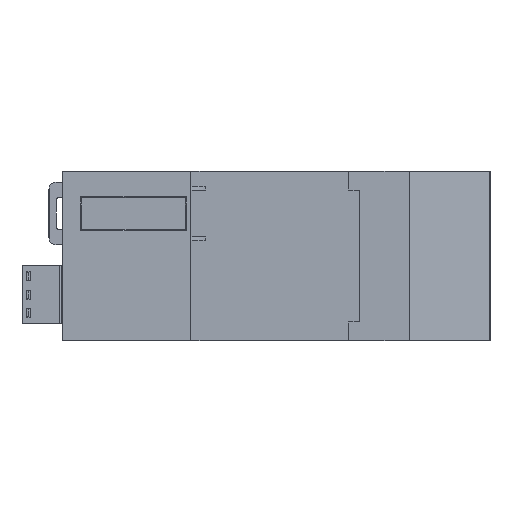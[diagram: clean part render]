
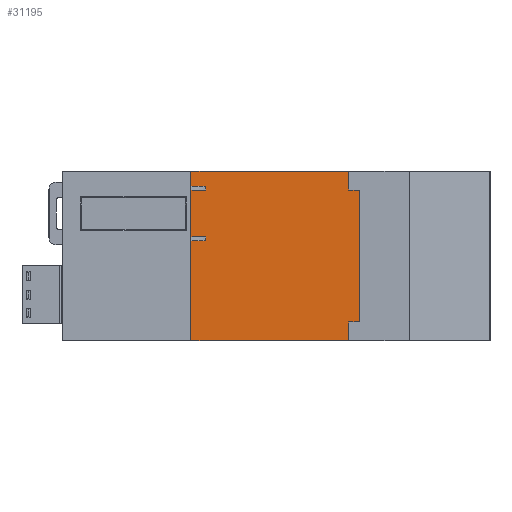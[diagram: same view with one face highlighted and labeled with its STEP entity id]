
A CAD part, front view. The second image highlights one B-rep face of the part: STEP entity #31195.
In plain terms, the highlighted planar face has unit normal (0, -1, 0).
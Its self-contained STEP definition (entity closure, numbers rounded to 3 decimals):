
#315 = VERTEX_POINT ( 'NONE', #41696 ) ;
#1424 = AXIS2_PLACEMENT_3D ( 'NONE', #53679, #74127, #80461 ) ;
#3032 = VECTOR ( 'NONE', #6060, 1000. ) ;
#5593 = LINE ( 'NONE', #51025, #81491 ) ;
#6060 = DIRECTION ( 'NONE',  ( 1., 0., 0. ) ) ;
#9914 = DIRECTION ( 'NONE',  ( 0., 0., -1. ) ) ;
#10423 = LINE ( 'NONE', #76258, #46721 ) ;
#13047 = ORIENTED_EDGE ( 'NONE', *, *, #70800, .F. ) ;
#17506 = CARTESIAN_POINT ( 'NONE',  ( 27., 6.5, 17.9 ) ) ;
#23079 = LINE ( 'NONE', #23887, #54293 ) ;
#23321 = EDGE_CURVE ( 'NONE', #24125, #64082, #5593, .T. ) ;
#23887 = CARTESIAN_POINT ( 'NONE',  ( 62.5, 6.5, 17.9 ) ) ;
#24125 = VERTEX_POINT ( 'NONE', #40504 ) ;
#30255 = DIRECTION ( 'NONE',  ( 1., 0., 0. ) ) ;
#31195 = ADVANCED_FACE ( 'NONE', ( #60927 ), #35416, .F. ) ;
#35416 = PLANE ( 'NONE',  #1424 ) ;
#37370 = VERTEX_POINT ( 'NONE', #17506 ) ;
#40290 = CARTESIAN_POINT ( 'NONE',  ( 62.5, 6.5, -17.9 ) ) ;
#40504 = CARTESIAN_POINT ( 'NONE',  ( 27., 6.5, -17.9 ) ) ;
#41696 = CARTESIAN_POINT ( 'NONE',  ( 62.5, 6.5, 17.9 ) ) ;
#43069 = ORIENTED_EDGE ( 'NONE', *, *, #23321, .T. ) ;
#43903 = LINE ( 'NONE', #64259, #3032 ) ;
#46721 = VECTOR ( 'NONE', #49042, 1000. ) ;
#49042 = DIRECTION ( 'NONE',  ( 0., 0., -1. ) ) ;
#51025 = CARTESIAN_POINT ( 'NONE',  ( 0., 6.5, -17.9 ) ) ;
#53679 = CARTESIAN_POINT ( 'NONE',  ( 0., 6.5, 17.9 ) ) ;
#54293 = VECTOR ( 'NONE', #9914, 1000. ) ;
#57158 = ORIENTED_EDGE ( 'NONE', *, *, #68017, .F. ) ;
#60927 = FACE_OUTER_BOUND ( 'NONE', #76798, .T. ) ;
#62691 = EDGE_CURVE ( 'NONE', #37370, #24125, #10423, .T. ) ;
#64082 = VERTEX_POINT ( 'NONE', #40290 ) ;
#64259 = CARTESIAN_POINT ( 'NONE',  ( 0., 6.5, 17.9 ) ) ;
#66119 = ORIENTED_EDGE ( 'NONE', *, *, #62691, .T. ) ;
#68017 = EDGE_CURVE ( 'NONE', #315, #64082, #23079, .T. ) ;
#70800 = EDGE_CURVE ( 'NONE', #37370, #315, #43903, .T. ) ;
#74127 = DIRECTION ( 'NONE',  ( 0., 1., 0. ) ) ;
#76258 = CARTESIAN_POINT ( 'NONE',  ( 27., 6.5, 17.9 ) ) ;
#76798 = EDGE_LOOP ( 'NONE', ( #43069, #57158, #13047, #66119 ) ) ;
#80461 = DIRECTION ( 'NONE',  ( 0., 0., 1. ) ) ;
#81491 = VECTOR ( 'NONE', #30255, 1000. ) ;
